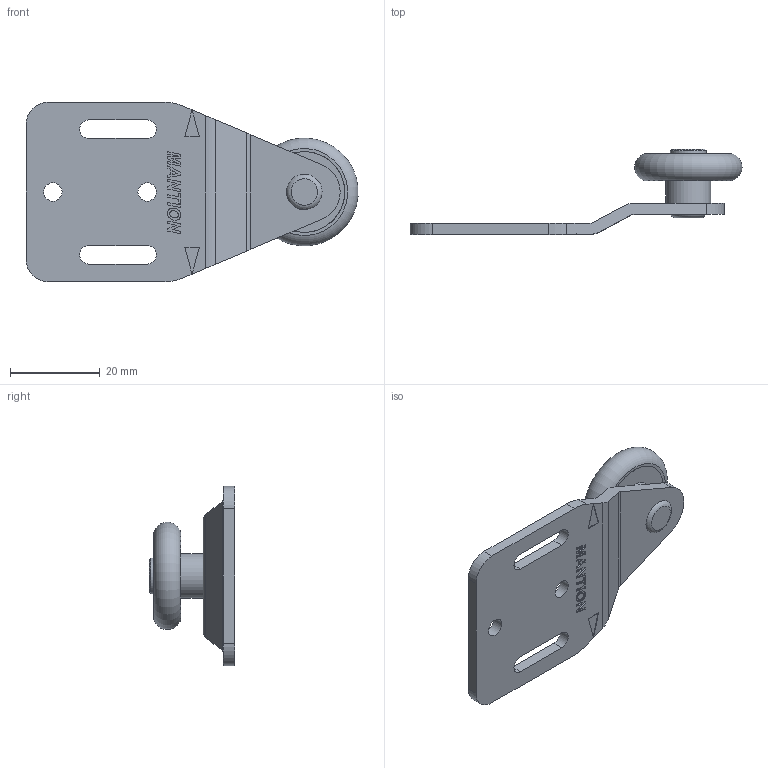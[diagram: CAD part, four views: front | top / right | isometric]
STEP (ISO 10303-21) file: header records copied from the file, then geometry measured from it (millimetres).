
FILE_DESCRIPTION(/* description */ (''),/* implementation_level */ '2;1');
FILE_NAME(/* name */ '0040-A.stp',/* time_stamp */ '2021-07-02T11:11:22+02:00',/* author */ ('Giuliano'),/* organization */ (''),/* preprocessor_version */ 'ST-DEVELOPER v18.1',/* originating_system */ 'Autodesk Inventor 2021',/* authorisation */ '');
FILE_SCHEMA (('AUTOMOTIVE_DESIGN { 1 0 10303 214 3 1 1 }'));
Length unit declared in the file: millimetre
Products named in the file (1): Pièce1
Bounding box: 73.97 x 19 x 40 mm (x, y, z)
Volume: 8075 mm3; surface area: 7689.5 mm2
Topology: 4 solids, 4 shells, 183 faces, 442 edges, 289 vertices
Faces by surface type: plane 127, cylinder 42, bspline 9, cone 3, torus 2
Full cylindrical faces by diameter (mm): 1.538 x1, 4.1 x2, 5.9 x1, 6 x1, 6.1 x1, 8 x1, 10 x1, 17 x4, 18 x6
Entity records: 5462 total; most frequent: CARTESIAN_POINT 1049, ORIENTED_EDGE 894, DIRECTION 874, EDGE_CURVE 447, LINE 334, VECTOR 334, VERTEX_POINT 289, AXIS2_PLACEMENT_3D 270
